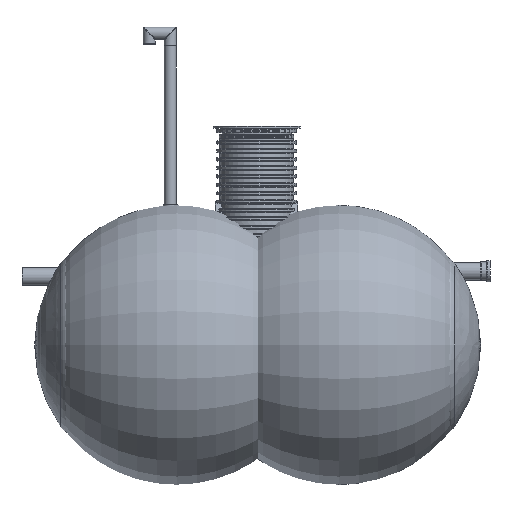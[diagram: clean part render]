
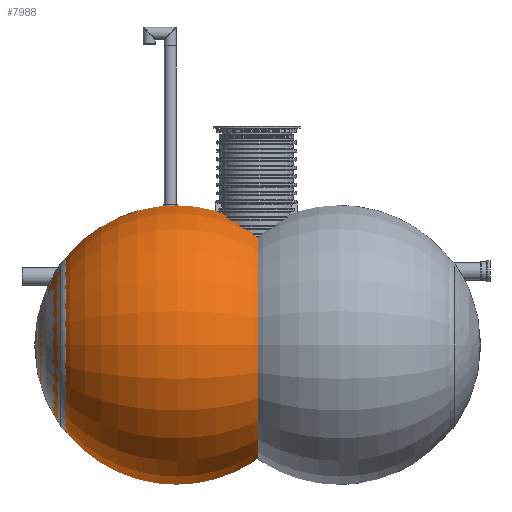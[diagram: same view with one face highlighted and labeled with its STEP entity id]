
A CAD part, left-side view. The second image highlights one B-rep face of the part: STEP entity #7988.
In plain terms, the highlighted toroidal (fillet/blend) face has major radius 2.49 mm and minor radius 1280 mm.
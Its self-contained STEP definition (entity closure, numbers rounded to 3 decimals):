
#1256=VERTEX_LOOP('',#4985);
#1269=CIRCLE('',#8806,736.783);
#1819=ORIENTED_EDGE('',*,*,#3923,.F.);
#1820=ORIENTED_EDGE('',*,*,#3924,.T.);
#3923=EDGE_CURVE('',#4983,#4983,#5785,.T.);
#3924=EDGE_CURVE('',#4984,#4984,#1269,.T.);
#4983=VERTEX_POINT('',#12860);
#4984=VERTEX_POINT('',#12862);
#4985=VERTEX_POINT('',#12863);
#5785=B_SPLINE_CURVE_WITH_KNOTS('',3,(#12794,#12795,#12796,#12797,#12798,
#12799,#12800,#12801,#12802,#12803,#12804,#12805,#12806,#12807,#12808,#12809,
#12810,#12811,#12812,#12813,#12814,#12815,#12816,#12817,#12818,#12819,#12820,
#12821,#12822,#12823,#12824,#12825,#12826,#12827,#12828,#12829,#12830,#12831,
#12832,#12833,#12834,#12835,#12836,#12837,#12838,#12839,#12840,#12841,#12842,
#12843,#12844,#12845,#12846,#12847,#12848,#12849,#12850,#12851,#12852,#12853,
#12854,#12855,#12856,#12857,#12858,#12859),.UNSPECIFIED.,.T.,.F.,(1,1,1,
1,1,1,1,1,1,1,1,1,1,1,1,1,1,1,1,1,1,1,1,1,1,1,1,1,1,1,1,1,1,1,1,1,1,1,1,
1,1,1,1,1,1,1,1,1,1,1,1,1,1,1,1,1,1,1,1,1,1,1,1,1,1,1,1,1,1,1),(-0.025,
-0.017,-0.008,0.,0.008,
0.017,0.025,0.033,0.042,
0.05,0.059,0.067,0.075,
0.084,0.092,0.1,0.109,
0.117,0.125,0.134,0.138,
0.142,0.15,0.159,0.167,
0.176,0.184,0.192,0.201,
0.209,0.217,0.226,0.234,
0.242,0.251,0.259,0.268,
0.276,0.284,0.293,0.301,
0.318,0.326,0.334,0.343,
0.351,0.359,0.368,0.376,
0.385,0.393,0.401,0.418,
0.426,0.435,0.443,0.451,
0.46,0.468,0.477,0.485,
0.493,0.502,0.51,0.518,
0.527,0.535,0.543,0.552,
0.56),.UNSPECIFIED.);
#6071=EDGE_LOOP('',(#1819));
#6072=EDGE_LOOP('',(#1820));
#7036=FACE_BOUND('',#6071,.T.);
#7037=FACE_BOUND('',#6072,.T.);
#7038=FACE_BOUND('',#1256,.T.);
#7972=DEGENERATE_TOROIDAL_SURFACE('',#8805,2.49,1280.,.T.);
#7988=ADVANCED_FACE('',(#7036,#7037,#7038),#7972,.F.);
#8805=AXIS2_PLACEMENT_3D('',#12793,#9958,#9959);
#8806=AXIS2_PLACEMENT_3D('',#12861,#9960,#9961);
#9958=DIRECTION('',(0.,0.,-1.));
#9959=DIRECTION('',(-1.,0.,0.));
#9960=DIRECTION('',(0.,0.,-1.));
#9961=DIRECTION('',(-1.,0.,0.));
#12793=CARTESIAN_POINT('',(2.497,0.,-997.188));
#12794=CARTESIAN_POINT('',(-68.363,578.209,143.852));
#12795=CARTESIAN_POINT('',(-72.054,584.963,140.184));
#12796=CARTESIAN_POINT('',(-75.025,591.897,136.407));
#12797=CARTESIAN_POINT('',(-77.302,598.963,132.547));
#12798=CARTESIAN_POINT('',(-78.909,606.159,128.604));
#12799=CARTESIAN_POINT('',(-79.851,613.508,124.564));
#12800=CARTESIAN_POINT('',(-80.108,620.916,120.477));
#12801=CARTESIAN_POINT('',(-79.687,628.228,116.431));
#12802=CARTESIAN_POINT('',(-78.603,635.482,112.403));
#12803=CARTESIAN_POINT('',(-76.838,642.683,108.392));
#12804=CARTESIAN_POINT('',(-74.383,649.762,104.435));
#12805=CARTESIAN_POINT('',(-71.3,656.536,100.638));
#12806=CARTESIAN_POINT('',(-67.571,663.048,96.976));
#12807=CARTESIAN_POINT('',(-63.177,669.281,93.461));
#12808=CARTESIAN_POINT('',(-58.075,675.206,90.112));
#12809=CARTESIAN_POINT('',(-52.448,680.576,87.069));
#12810=CARTESIAN_POINT('',(-46.252,685.435,84.312));
#12811=CARTESIAN_POINT('',(-40.606,689.023,82.272));
#12812=CARTESIAN_POINT('',(-35.761,691.602,80.807));
#12813=CARTESIAN_POINT('',(-30.814,693.916,79.491));
#12814=CARTESIAN_POINT('',(-24.416,696.33,78.12));
#12815=CARTESIAN_POINT('',(-16.419,698.447,76.921));
#12816=CARTESIAN_POINT('',(-8.008,699.749,76.191));
#12817=CARTESIAN_POINT('',(0.389,700.144,75.984));
#12818=CARTESIAN_POINT('',(8.759,699.669,76.276));
#12819=CARTESIAN_POINT('',(17.151,698.291,77.089));
#12820=CARTESIAN_POINT('',(25.166,696.087,78.374));
#12821=CARTESIAN_POINT('',(32.855,693.098,80.108));
#12822=CARTESIAN_POINT('',(40.191,689.331,82.283));
#12823=CARTESIAN_POINT('',(46.914,684.963,84.795));
#12824=CARTESIAN_POINT('',(53.123,679.992,87.645));
#12825=CARTESIAN_POINT('',(58.77,674.465,90.8));
#12826=CARTESIAN_POINT('',(63.724,668.566,94.156));
#12827=CARTESIAN_POINT('',(68.058,662.28,97.718));
#12828=CARTESIAN_POINT('',(71.771,655.61,101.483));
#12829=CARTESIAN_POINT('',(74.773,648.762,105.332));
#12830=CARTESIAN_POINT('',(77.112,641.727,109.272));
#12831=CARTESIAN_POINT('',(78.795,634.489,113.309));
#12832=CARTESIAN_POINT('',(80.128,624.674,118.76));
#12833=CARTESIAN_POINT('',(80.102,614.91,124.149));
#12834=CARTESIAN_POINT('',(78.721,605.11,129.527));
#12835=CARTESIAN_POINT('',(76.985,597.821,133.51));
#12836=CARTESIAN_POINT('',(74.595,590.775,137.346));
#12837=CARTESIAN_POINT('',(71.539,583.929,141.058));
#12838=CARTESIAN_POINT('',(67.797,577.298,144.641));
#12839=CARTESIAN_POINT('',(63.33,570.913,148.078));
#12840=CARTESIAN_POINT('',(58.29,565.024,151.236));
#12841=CARTESIAN_POINT('',(52.646,559.592,154.14));
#12842=CARTESIAN_POINT('',(46.367,554.638,156.779));
#12843=CARTESIAN_POINT('',(37.133,548.775,159.892));
#12844=CARTESIAN_POINT('',(27.191,544.402,162.199));
#12845=CARTESIAN_POINT('',(16.278,541.52,163.709));
#12846=CARTESIAN_POINT('',(7.963,540.251,164.365));
#12847=CARTESIAN_POINT('',(-0.408,539.852,164.56));
#12848=CARTESIAN_POINT('',(-8.93,540.348,164.278));
#12849=CARTESIAN_POINT('',(-17.233,541.73,163.525));
#12850=CARTESIAN_POINT('',(-25.259,543.939,162.333));
#12851=CARTESIAN_POINT('',(-33.071,546.998,160.688));
#12852=CARTESIAN_POINT('',(-40.342,550.759,158.666));
#12853=CARTESIAN_POINT('',(-47.118,555.178,156.289));
#12854=CARTESIAN_POINT('',(-53.41,560.262,153.552));
#12855=CARTESIAN_POINT('',(-59.013,565.8,150.566));
#12856=CARTESIAN_POINT('',(-63.994,571.783,147.333));
#12857=CARTESIAN_POINT('',(-68.363,578.209,143.852));
#12858=CARTESIAN_POINT('',(-72.054,584.963,140.184));
#12859=CARTESIAN_POINT('',(-75.025,591.897,136.407));
#12860=CARTESIAN_POINT('',(-71.934,584.993,140.166));
#12861=CARTESIAN_POINT('',(2.497,0.,51.246));
#12862=CARTESIAN_POINT('',(-734.286,0.,51.246));
#12863=CARTESIAN_POINT('',(2.497,0.,282.809));
